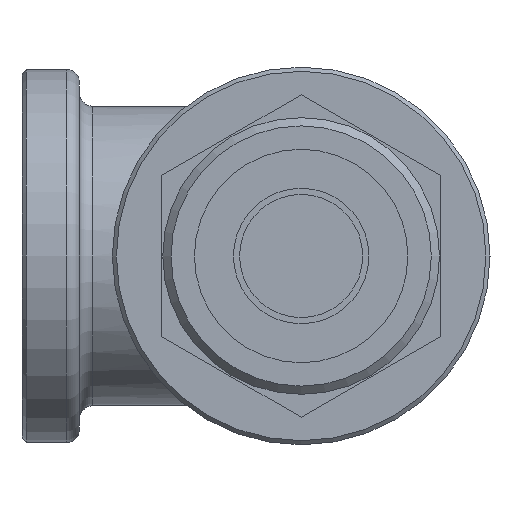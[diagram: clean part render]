
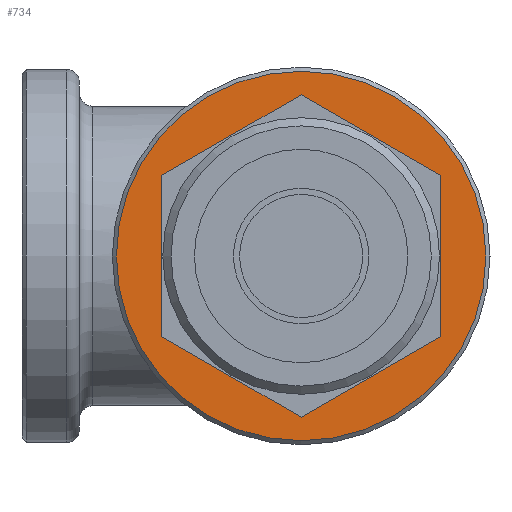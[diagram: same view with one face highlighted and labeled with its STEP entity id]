
A CAD part, left-side view. The second image highlights one B-rep face of the part: STEP entity #734.
In plain terms, the highlighted planar face has unit normal (-1, 0, 0).
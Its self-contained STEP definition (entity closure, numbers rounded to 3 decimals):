
#62=LINE('',#1187,#116);
#63=LINE('',#1189,#117);
#64=LINE('',#1191,#118);
#65=LINE('',#1193,#119);
#66=LINE('',#1195,#120);
#67=LINE('',#1196,#121);
#116=VECTOR('',#956,10.);
#117=VECTOR('',#957,10.);
#118=VECTOR('',#958,10.);
#119=VECTOR('',#959,10.);
#120=VECTOR('',#960,10.);
#121=VECTOR('',#961,10.);
#141=FACE_BOUND('',#262,.T.);
#200=FACE_OUTER_BOUND('',#261,.T.);
#261=EDGE_LOOP('',(#585));
#262=EDGE_LOOP('',(#586,#587,#588,#589,#590,#591));
#329=CIRCLE('',#801,22.5);
#384=VERTEX_POINT('',#1183);
#385=VERTEX_POINT('',#1185);
#386=VERTEX_POINT('',#1186);
#387=VERTEX_POINT('',#1188);
#388=VERTEX_POINT('',#1190);
#389=VERTEX_POINT('',#1192);
#390=VERTEX_POINT('',#1194);
#464=EDGE_CURVE('',#384,#384,#329,.T.);
#465=EDGE_CURVE('',#385,#386,#62,.T.);
#466=EDGE_CURVE('',#386,#387,#63,.T.);
#467=EDGE_CURVE('',#387,#388,#64,.T.);
#468=EDGE_CURVE('',#388,#389,#65,.T.);
#469=EDGE_CURVE('',#389,#390,#66,.T.);
#470=EDGE_CURVE('',#390,#385,#67,.T.);
#585=ORIENTED_EDGE('',*,*,#464,.T.);
#586=ORIENTED_EDGE('',*,*,#465,.T.);
#587=ORIENTED_EDGE('',*,*,#466,.T.);
#588=ORIENTED_EDGE('',*,*,#467,.T.);
#589=ORIENTED_EDGE('',*,*,#468,.T.);
#590=ORIENTED_EDGE('',*,*,#469,.T.);
#591=ORIENTED_EDGE('',*,*,#470,.T.);
#696=PLANE('',#800);
#734=ADVANCED_FACE('',(#200,#141),#696,.T.);
#800=AXIS2_PLACEMENT_3D('',#1182,#952,#953);
#801=AXIS2_PLACEMENT_3D('',#1184,#954,#955);
#952=DIRECTION('center_axis',(-1.,0.,0.));
#953=DIRECTION('ref_axis',(0.,0.,1.));
#954=DIRECTION('center_axis',(-1.,0.,0.));
#955=DIRECTION('ref_axis',(0.,0.,1.));
#956=DIRECTION('',(0.,0.,1.));
#957=DIRECTION('',(0.,-0.866,0.5));
#958=DIRECTION('',(0.,-0.866,-0.5));
#959=DIRECTION('',(0.,0.,-1.));
#960=DIRECTION('',(0.,0.866,-0.5));
#961=DIRECTION('',(0.,0.866,0.5));
#1182=CARTESIAN_POINT('Origin',(6.,0.,0.));
#1183=CARTESIAN_POINT('',(6.,-22.5,0.));
#1184=CARTESIAN_POINT('Origin',(6.,0.,0.));
#1185=CARTESIAN_POINT('',(6.,17.,-9.815));
#1186=CARTESIAN_POINT('',(6.,17.,9.815));
#1187=CARTESIAN_POINT('',(6.,17.,4.907));
#1188=CARTESIAN_POINT('',(6.,0.,19.63));
#1189=CARTESIAN_POINT('',(6.,4.25,17.176));
#1190=CARTESIAN_POINT('',(6.,-17.,9.815));
#1191=CARTESIAN_POINT('',(6.,-12.75,12.269));
#1192=CARTESIAN_POINT('',(6.,-17.,-9.815));
#1193=CARTESIAN_POINT('',(6.,-17.,-4.907));
#1194=CARTESIAN_POINT('',(6.,0.,-19.63));
#1195=CARTESIAN_POINT('',(6.,-4.25,-17.176));
#1196=CARTESIAN_POINT('',(6.,12.75,-12.269));
